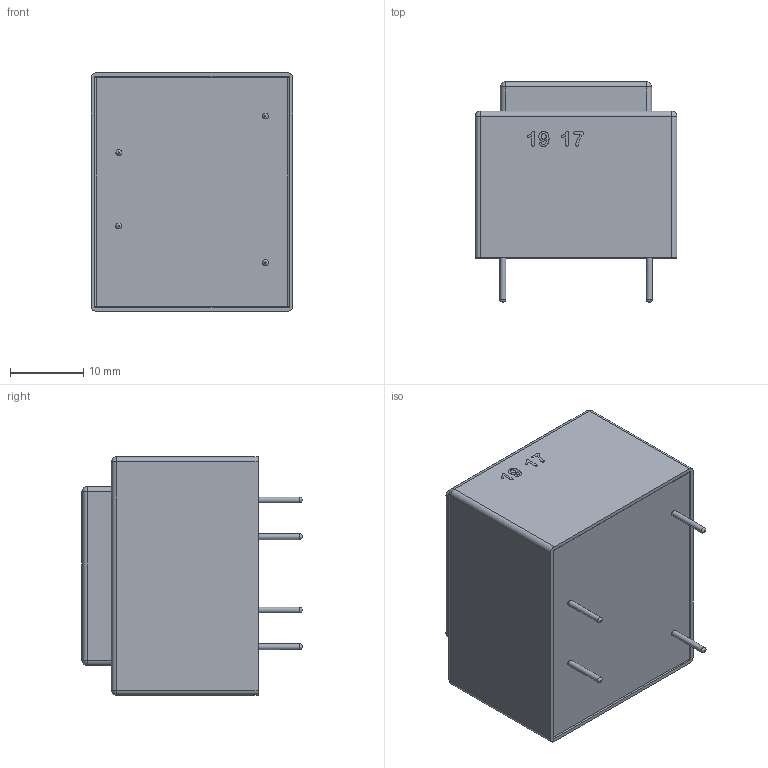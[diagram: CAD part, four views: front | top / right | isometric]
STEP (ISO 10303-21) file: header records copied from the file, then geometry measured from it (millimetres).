
FILE_DESCRIPTION(/* description */ (''),/* implementation_level */ '2;1');
FILE_NAME(/* name */ 'Trafo EI30 HAHN single.stp',/* time_stamp */ '2018-03-29T00:59:39+02:00',/* author */ ('snm'),/* organization */ (''),/* preprocessor_version */ 'ST-DEVELOPER v16.13',/* originating_system */ 'Autodesk Inventor 2018',/* authorisation */ '');
FILE_SCHEMA (('AUTOMOTIVE_DESIGN { 1 0 10303 214 3 1 1 }'));
Products named in the file (1): Trafo EI30 HAHN single
Bounding box: 27.51 x 30 x 32.51 mm (x, y, z)
Volume: 19780.8 mm3; surface area: 4522.4 mm2
Topology: 1 solids, 1 shells, 1202 faces, 3169 edges, 2106 vertices
Faces by surface type: plane 705, bspline 464, cylinder 25, sphere 8
Full cylindrical faces by diameter (mm): 0.236 x1, 0.8 x4
Entity records: 47263 total; most frequent: CARTESIAN_POINT 18907, ORIENTED_EDGE 6320, DIRECTION 4112, EDGE_CURVE 3160, LINE 2174, VECTOR 2174, VERTEX_POINT 2102, EDGE_LOOP 1344
